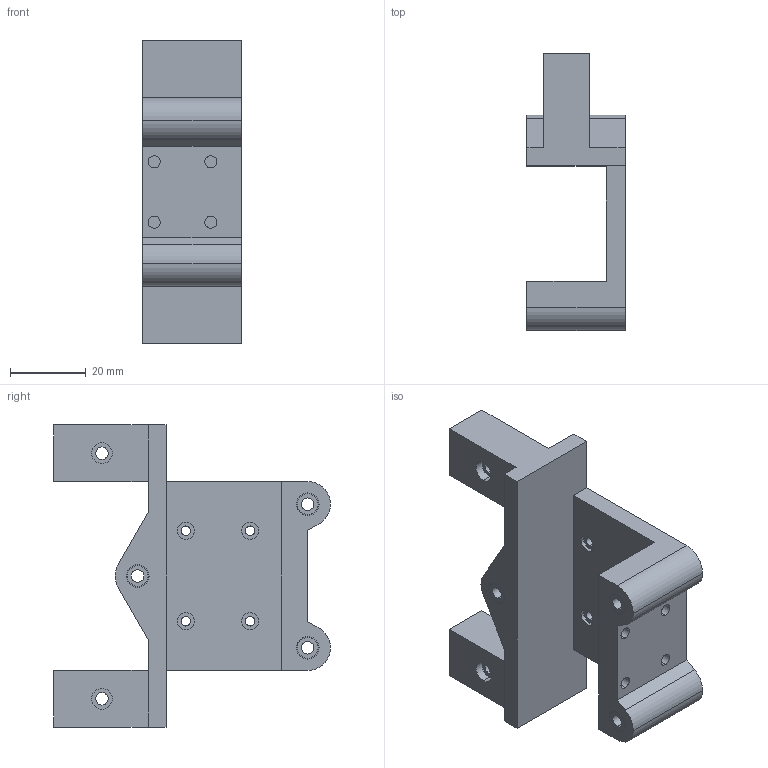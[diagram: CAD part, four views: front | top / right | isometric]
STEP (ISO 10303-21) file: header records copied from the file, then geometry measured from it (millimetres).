
FILE_DESCRIPTION (( 'STEP AP214' ), '1' );
FILE_NAME ('X Carriage Base Assembled.step', '2019-11-11T12:53:57', ( '' ), ( '' ), 'SwSTEP 2.0', 'SolidWorks 2019', '' );
FILE_SCHEMA (( 'AUTOMOTIVE_DESIGN' ));
Length unit declared in the file: millimetre
Products named in the file (4): M4x10x6 - Heat Set Insert; X Carriage Base; X Carriage Base Assembled; M3x4x5 - Heat Set Insert
Assembly tree (10 placements, depth 2):
  X Carriage Base Assembled
    X Carriage Base
    M3x4x5 - Heat Set Insert  x4
    M4x10x6 - Heat Set Insert  x5
Bounding box: 26 x 73.25 x 80 mm (x, y, z)
Volume: 41159.3 mm3; surface area: 19456.7 mm2
Topology: 10 solids, 10 shells, 110 faces, 270 edges, 180 vertices
Faces by surface type: cylinder 67, plane 43
Entity records: 2502 total; most frequent: DIRECTION 426, CARTESIAN_POINT 391, ORIENTED_EDGE 372, EDGE_CURVE 186, AXIS2_PLACEMENT_3D 159, VERTEX_POINT 124, VECTOR 108, LINE 108
